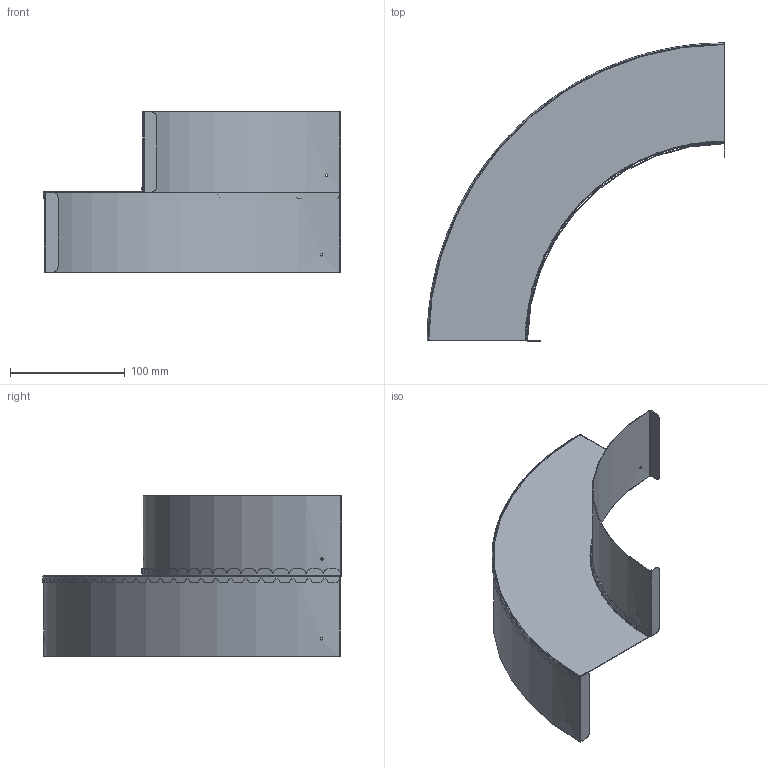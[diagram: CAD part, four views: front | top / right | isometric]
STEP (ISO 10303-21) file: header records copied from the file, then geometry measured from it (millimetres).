
FILE_DESCRIPTION((''),'2;1');
FILE_NAME('MI50604.stp','2014-03-05T15:41:02',(''),(''),'Autodesk Inventor 2013','Autodesk Inventor 2013','');
FILE_SCHEMA(('AUTOMOTIVE_DESIGN { 1 2 10303 214 0 1 1 1 }'));
Length unit declared in the file: millimetre
Products named in the file (4): MI50604; 115021; 115019; 115001
Assembly tree (3 placements, depth 2):
  MI50604
    115021
    115019
    115001
Bounding box: 259.2 x 259.7 x 139.5 mm (x, y, z)
Volume: 41331.5 mm3; surface area: 166833.8 mm2
Topology: 3 solids, 3 shells, 581 faces, 1321 edges, 746 vertices
Faces by surface type: plane 381, cylinder 178, bspline 22
Entity records: 16563 total; most frequent: CARTESIAN_POINT 3537, DIRECTION 2721, ORIENTED_EDGE 2642, EDGE_CURVE 1321, VECTOR 949, LINE 949, AXIS2_PLACEMENT_3D 886, VERTEX_POINT 746
